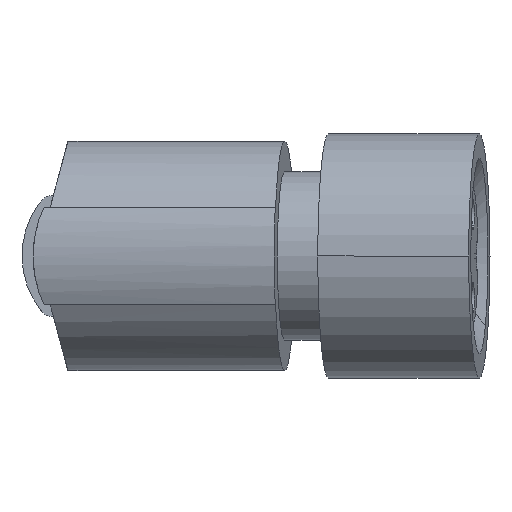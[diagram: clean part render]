
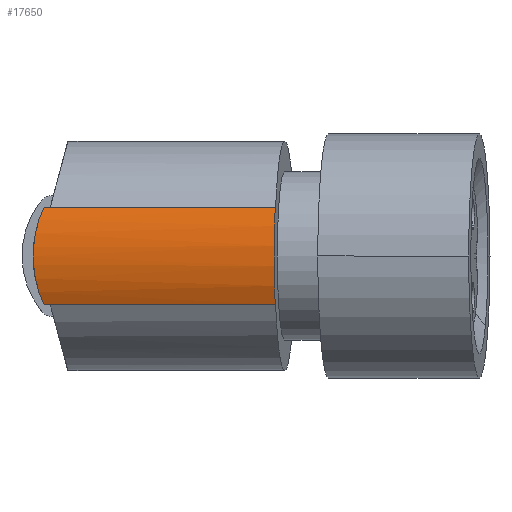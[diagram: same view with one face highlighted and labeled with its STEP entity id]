
A CAD part, left-side view. The second image highlights one B-rep face of the part: STEP entity #17650.
In plain terms, the highlighted cylindrical face has radius 4.9 mm (diameter 9.8 mm), a partial arc.
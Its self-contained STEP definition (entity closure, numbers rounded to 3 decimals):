
#5800=CARTESIAN_POINT('',(15.368,35.896,
6.361));
#5810=VERTEX_POINT('',#5800);
#5840=CARTESIAN_POINT('',(16.507,37.586,
10.817));
#5850=DIRECTION('',(0.704,-0.704,
0.087));
#5860=DIRECTION('',(-0.707,-0.707,
0.));
#5870=AXIS2_PLACEMENT_3D('',#5840,#5850,#5860);
#5880=CIRCLE('',#5870,4.9);
#5890=CARTESIAN_POINT('',(18.196,38.725,
6.361));
#5900=VERTEX_POINT('',#5890);
#5910=EDGE_CURVE('',#5810,#5900,#5880,.T.);
#16230=CARTESIAN_POINT('',(22.058,29.206,
7.189));
#16240=VERTEX_POINT('',#16230);
#16270=CARTESIAN_POINT('',(15.368,35.896,
6.361));
#16280=DIRECTION('',(-0.704,0.704,
-0.087));
#16290=VECTOR('',#16280,1.);
#16300=LINE('',#16270,#16290);
#16310=EDGE_CURVE('',#16240,#5810,#16300,.T.);
#16700=CARTESIAN_POINT('',(16.507,37.586,
10.817));
#16710=DIRECTION('',(-0.704,0.704,
-0.087));
#16720=DIRECTION('',(-0.707,-0.707,
0.));
#16730=AXIS2_PLACEMENT_3D('',#16700,#16710,#16720);
#16740=CYLINDRICAL_SURFACE('',#16730,4.9);
#16750=ORIENTED_EDGE('',*,*,#5910,.T.);
#16760=ORIENTED_EDGE('',*,*,#16310,.T.);
#16770=CARTESIAN_POINT('',(20.465,33.628,20.7));
#16780=DIRECTION('',(0.,0.,1.));
#16790=DIRECTION('',(0.707,0.707,
0.));
#16800=AXIS2_PLACEMENT_3D('',#16770,#16780,#16790);
#16810=CYLINDRICAL_SURFACE('',#16800,4.7);
#16820=CARTESIAN_POINT('',(22.058,29.206,
7.189));
#16830=CARTESIAN_POINT('',(22.123,29.23,
7.163));
#16840=CARTESIAN_POINT('',(22.188,29.255,
7.139));
#16850=CARTESIAN_POINT('',(22.252,29.281,
7.116));
#16860=CARTESIAN_POINT('',(22.317,29.308,
7.092));
#16870=CARTESIAN_POINT('',(22.381,29.336,
7.07));
#16880=CARTESIAN_POINT('',(22.445,29.366,
7.049));
#16890=CARTESIAN_POINT('',(22.509,29.395,
7.028));
#16900=CARTESIAN_POINT('',(22.573,29.427,
7.008));
#16910=CARTESIAN_POINT('',(22.636,29.459,
6.989));
#16920=CARTESIAN_POINT('',(22.699,29.492,
6.971));
#16930=CARTESIAN_POINT('',(22.761,29.527,
6.953));
#16940=CARTESIAN_POINT('',(22.823,29.563,
6.937));
#16950=CARTESIAN_POINT('',(22.885,29.598,
6.921));
#16960=CARTESIAN_POINT('',(22.947,29.636,
6.907));
#16970=CARTESIAN_POINT('',(23.007,29.675,
6.893));
#16980=CARTESIAN_POINT('',(23.068,29.714,
6.88));
#16990=CARTESIAN_POINT('',(23.128,29.755,
6.868));
#17000=CARTESIAN_POINT('',(23.187,29.797,
6.857));
#17010=CARTESIAN_POINT('',(23.306,29.881,
6.836));
#17020=CARTESIAN_POINT('',(23.421,29.971,
6.82));
#17030=CARTESIAN_POINT('',(23.532,30.066,
6.811));
#17040=B_SPLINE_CURVE_WITH_KNOTS('',3,(#16820,#16830,#16840,#16850,
#16860,#16870,#16880,#16890,#16900,#16910,#16920,#16930,#16940,#16950,
#16960,#16970,#16980,#16990,#17000,#17010,#17020,#17030),.UNSPECIFIED.,
.F.,.F.,(4,3,3,3,3,3,3,4),(0.,0.221,0.441,
0.662,0.882,1.102,1.323,
1.763),.UNSPECIFIED.);
#17050=SURFACE_CURVE('',#17040,(#16740,#16810),.CURVE_3D.);
#17060=CARTESIAN_POINT('',(23.532,30.066,
6.811));
#17070=VERTEX_POINT('',#17060);
#17080=EDGE_CURVE('',#16240,#17070,#17050,.T.);
#17090=ORIENTED_EDGE('',*,*,#17080,.F.);
#17100=CARTESIAN_POINT('',(23.532,30.066,
6.811));
#17110=CARTESIAN_POINT('',(23.576,30.105,
6.807));
#17120=CARTESIAN_POINT('',(23.619,30.143,
6.804));
#17130=CARTESIAN_POINT('',(23.662,30.183,
6.802));
#17140=CARTESIAN_POINT('',(23.705,30.223,
6.8));
#17150=CARTESIAN_POINT('',(23.747,30.263,
6.799));
#17160=CARTESIAN_POINT('',(23.788,30.305,
6.799));
#17170=CARTESIAN_POINT('',(23.83,30.346,
6.799));
#17180=CARTESIAN_POINT('',(23.87,30.388,
6.8));
#17190=CARTESIAN_POINT('',(23.91,30.431,
6.802));
#17200=CARTESIAN_POINT('',(23.95,30.474,
6.804));
#17210=CARTESIAN_POINT('',(23.989,30.517,
6.807));
#17220=CARTESIAN_POINT('',(24.027,30.561,
6.811));
#17230=B_SPLINE_CURVE_WITH_KNOTS('',3,(#17100,#17110,#17120,#17130,
#17140,#17150,#17160,#17170,#17180,#17190,#17200,#17210,#17220),
.UNSPECIFIED.,.F.,.F.,(4,3,3,3,4),(0.,0.175,
0.351,0.526,0.701),.UNSPECIFIED.);
#17240=SURFACE_CURVE('',#17230,(#16740,#16810),.CURVE_3D.);
#17250=CARTESIAN_POINT('',(24.027,30.561,
6.811));
#17260=VERTEX_POINT('',#17250);
#17270=EDGE_CURVE('',#17070,#17260,#17240,.T.);
#17280=ORIENTED_EDGE('',*,*,#17270,.F.);
#17290=CARTESIAN_POINT('',(24.027,30.561,
6.811));
#17300=CARTESIAN_POINT('',(24.122,30.673,
6.82));
#17310=CARTESIAN_POINT('',(24.212,30.788,
6.836));
#17320=CARTESIAN_POINT('',(24.296,30.906,
6.857));
#17330=CARTESIAN_POINT('',(24.338,30.965,
6.868));
#17340=CARTESIAN_POINT('',(24.379,31.025,
6.88));
#17350=CARTESIAN_POINT('',(24.418,31.086,
6.893));
#17360=CARTESIAN_POINT('',(24.457,31.147,
6.907));
#17370=CARTESIAN_POINT('',(24.495,31.208,
6.921));
#17380=CARTESIAN_POINT('',(24.531,31.27,
6.937));
#17390=CARTESIAN_POINT('',(24.566,31.332,
6.953));
#17400=CARTESIAN_POINT('',(24.601,31.394,
6.971));
#17410=CARTESIAN_POINT('',(24.634,31.457,
6.989));
#17420=CARTESIAN_POINT('',(24.667,31.521,
7.008));
#17430=CARTESIAN_POINT('',(24.698,31.584,
7.028));
#17440=CARTESIAN_POINT('',(24.728,31.648,
7.049));
#17450=CARTESIAN_POINT('',(24.757,31.712,
7.07));
#17460=CARTESIAN_POINT('',(24.785,31.776,
7.092));
#17470=CARTESIAN_POINT('',(24.812,31.841,
7.116));
#17480=CARTESIAN_POINT('',(24.838,31.905,
7.139));
#17490=CARTESIAN_POINT('',(24.863,31.97,
7.163));
#17500=CARTESIAN_POINT('',(24.887,32.035,
7.189));
#17510=B_SPLINE_CURVE_WITH_KNOTS('',3,(#17290,#17300,#17310,#17320,
#17330,#17340,#17350,#17360,#17370,#17380,#17390,#17400,#17410,#17420,
#17430,#17440,#17450,#17460,#17470,#17480,#17490,#17500),.UNSPECIFIED.,
.F.,.F.,(4,3,3,3,3,3,3,4),(0.,0.44,0.661,
0.881,1.101,1.322,1.542,
1.763),.UNSPECIFIED.);
#17520=SURFACE_CURVE('',#17510,(#16740,#16810),.CURVE_3D.);
#17530=CARTESIAN_POINT('',(24.887,32.035,
7.189));
#17540=VERTEX_POINT('',#17530);
#17550=EDGE_CURVE('',#17260,#17540,#17520,.T.);
#17560=ORIENTED_EDGE('',*,*,#17550,.F.);
#17570=CARTESIAN_POINT('',(18.196,38.725,
6.361));
#17580=DIRECTION('',(-0.704,0.704,
-0.087));
#17590=VECTOR('',#17580,1.);
#17600=LINE('',#17570,#17590);
#17610=EDGE_CURVE('',#17540,#5900,#17600,.T.);
#17620=ORIENTED_EDGE('',*,*,#17610,.F.);
#17630=EDGE_LOOP('',(#17620,#17560,#17280,#17090,#16760,#16750));
#17640=FACE_OUTER_BOUND('',#17630,.T.);
#17650=ADVANCED_FACE('',(#17640),#16740,.T.);
